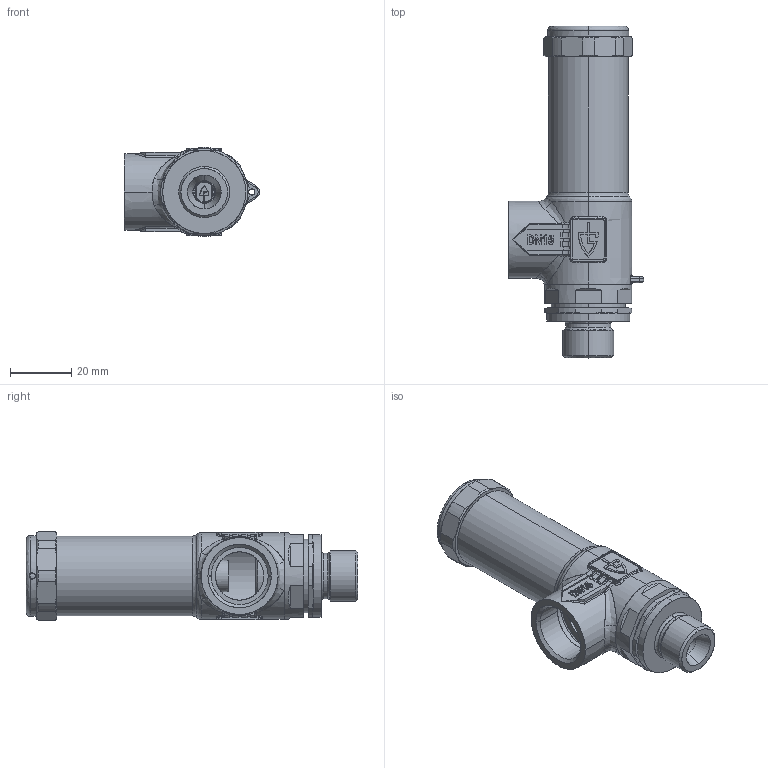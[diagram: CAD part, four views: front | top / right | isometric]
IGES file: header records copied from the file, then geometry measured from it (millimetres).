
Start section: SolidWorks IGES file using analytic representation for surfaces
Global section: file name: 2400sGFK-10-m+f-10+15.IGS; native system: SolidWorks 2016; preprocessor: SolidWorks 2016; author: Hildenbrand; date: 160721.121153; units: millimetre
Bounding box: 44 x 108 x 29 mm (x, y, z)
Surface area: 24630.2 mm2 (no closed solid volume)
Topology: 0 solids, 0 shells, 659 faces, 7205 edges, 7197 vertices
Faces by surface type: bspline 387, revolution 272
